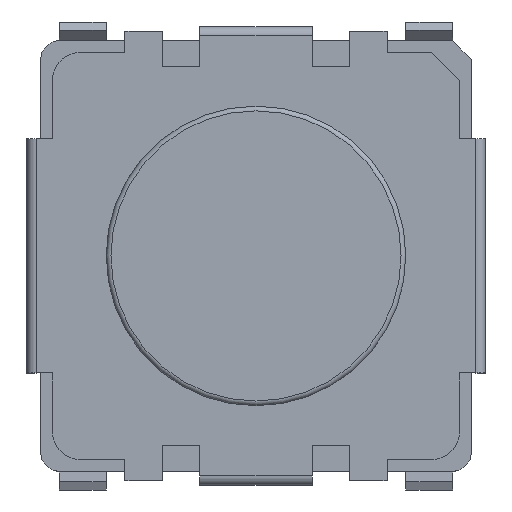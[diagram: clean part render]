
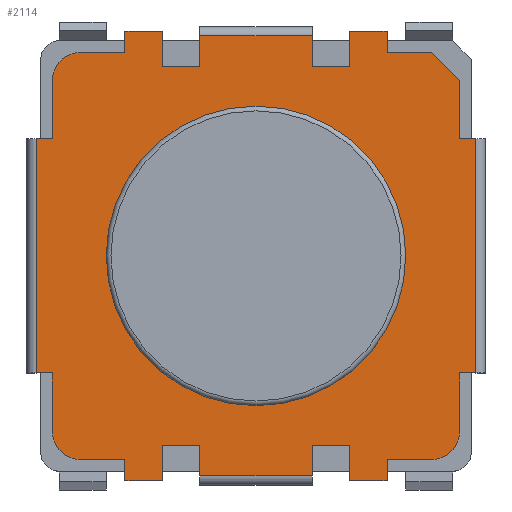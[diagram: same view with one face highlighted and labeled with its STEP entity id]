
A CAD part, top view. The second image highlights one B-rep face of the part: STEP entity #2114.
In plain terms, the highlighted planar face has unit normal (0, 0, 1).
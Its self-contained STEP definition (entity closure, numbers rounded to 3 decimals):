
#13=DIRECTION('',(0.,0.,1.));
#29=DIRECTION('',(0.,-0.,-1.));
#30=DIRECTION('',(1.,0.,0.));
#67=VECTOR('',#30,1.);
#105=VECTOR('',#106,1.);
#106=DIRECTION('',(0.,1.,0.));
#113=VECTOR('',#114,1.);
#114=DIRECTION('',(-0.707,0.707,0.));
#135=VECTOR('',#136,1.);
#136=DIRECTION('',(0.,-1.,0.));
#147=VECTOR('',#148,1.);
#148=DIRECTION('',(-1.,0.,0.));
#180=DIRECTION('',(-0.,0.,1.));
#506=DIRECTION('',(1.,0.,0.));
#516=VECTOR('',#506,1.);
#676=VECTOR('',#677,1.);
#677=DIRECTION('',(0.,-1.,-0.));
#751=VECTOR('',#752,1.);
#752=DIRECTION('',(0.,-1.,0.));
#868=VECTOR('',#869,1.);
#869=DIRECTION('',(0.,1.,0.));
#883=VECTOR('',#884,1.);
#884=DIRECTION('',(0.,-1.,0.));
#1062=VECTOR('',#1063,1.);
#1063=DIRECTION('',(0.,1.,0.));
#1163=VECTOR('',#1164,1.);
#1164=DIRECTION('',(0.,-1.,0.));
#1181=VECTOR('',#1182,1.);
#1182=DIRECTION('',(0.,1.,0.));
#1297=VECTOR('',#1298,1.);
#1298=DIRECTION('',(-1.,0.,0.));
#1305=VERTEX_POINT('',#1306);
#1306=CARTESIAN_POINT('',(-2.175,-1.25,0.8));
#1309=EDGE_CURVE('',#1305,#1310,#1312,.T.);
#1310=VERTEX_POINT('',#1311);
#1311=CARTESIAN_POINT('',(-2.35,-1.25,0.8));
#1312=LINE('',#1306,#1297);
#1327=ORIENTED_EDGE('',*,*,#1328,.T.);
#1328=EDGE_CURVE('',#1305,#1329,#1331,.T.);
#1329=VERTEX_POINT('',#1330);
#1330=CARTESIAN_POINT('',(-2.175,-1.875,0.8));
#1331=LINE('',#1332,#135);
#1332=CARTESIAN_POINT('',(-2.175,2.175,0.8));
#1342=ORIENTED_EDGE('',*,*,#1343,.F.);
#1343=EDGE_CURVE('',#1344,#1329,#1346,.T.);
#1344=VERTEX_POINT('',#1345);
#1345=CARTESIAN_POINT('',(-1.875,-2.175,0.8));
#1346=CIRCLE('',#1347,0.3);
#1347=AXIS2_PLACEMENT_3D('',#1348,#29,#30);
#1348=CARTESIAN_POINT('',(-1.875,-1.875,0.8));
#1358=ORIENTED_EDGE('',*,*,#1359,.T.);
#1359=EDGE_CURVE('',#1344,#1360,#1362,.T.);
#1360=VERTEX_POINT('',#1361);
#1361=CARTESIAN_POINT('',(-1.4,-2.175,0.8));
#1362=LINE('',#1363,#67);
#1363=CARTESIAN_POINT('',(-2.175,-2.175,0.8));
#1373=ORIENTED_EDGE('',*,*,#1374,.T.);
#1374=EDGE_CURVE('',#1360,#1375,#1377,.T.);
#1375=VERTEX_POINT('',#1376);
#1376=CARTESIAN_POINT('',(-1.4,-2.4,0.8));
#1377=LINE('',#1361,#676);
#1389=VERTEX_POINT('',#1390);
#1390=CARTESIAN_POINT('',(-1.4,2.175,0.8));
#1393=EDGE_CURVE('',#1389,#1394,#1396,.T.);
#1394=VERTEX_POINT('',#1395);
#1395=CARTESIAN_POINT('',(-1.4,2.4,0.8));
#1396=LINE('',#1390,#105);
#1406=ORIENTED_EDGE('',*,*,#1407,.T.);
#1407=EDGE_CURVE('',#1389,#1408,#1410,.T.);
#1408=VERTEX_POINT('',#1409);
#1409=CARTESIAN_POINT('',(-1.875,2.175,0.8));
#1410=LINE('',#1411,#147);
#1411=CARTESIAN_POINT('',(2.175,2.175,0.8));
#1423=VERTEX_POINT('',#1424);
#1424=CARTESIAN_POINT('',(-2.175,1.875,0.8));
#1427=EDGE_CURVE('',#1408,#1423,#1428,.T.);
#1428=CIRCLE('',#1429,0.3);
#1429=AXIS2_PLACEMENT_3D('',#1430,#180,#30);
#1430=CARTESIAN_POINT('',(-1.875,1.875,0.8));
#1436=ORIENTED_EDGE('',*,*,#1437,.T.);
#1437=EDGE_CURVE('',#1423,#1438,#1331,.T.);
#1438=VERTEX_POINT('',#1439);
#1439=CARTESIAN_POINT('',(-2.175,1.25,0.8));
#1458=ORIENTED_EDGE('',*,*,#1459,.T.);
#1459=EDGE_CURVE('',#1438,#1460,#1462,.T.);
#1460=VERTEX_POINT('',#1461);
#1461=CARTESIAN_POINT('',(-2.35,1.25,0.8));
#1462=LINE('',#1439,#1297);
#1528=EDGE_CURVE('',#1394,#1529,#1531,.T.);
#1529=VERTEX_POINT('',#1530);
#1530=CARTESIAN_POINT('',(-1.,2.4,0.8));
#1531=LINE('',#1395,#67);
#1542=EDGE_CURVE('',#1529,#1543,#1545,.T.);
#1543=VERTEX_POINT('',#1544);
#1544=CARTESIAN_POINT('',(-1.,2.025,0.8));
#1545=LINE('',#1530,#135);
#1557=VERTEX_POINT('',#1558);
#1558=CARTESIAN_POINT('',(-0.6,2.025,0.8));
#1561=EDGE_CURVE('',#1557,#1562,#1564,.T.);
#1562=VERTEX_POINT('',#1563);
#1563=CARTESIAN_POINT('',(-0.6,2.35,0.8));
#1564=LINE('',#1558,#868);
#1593=EDGE_CURVE('',#1543,#1557,#1594,.T.);
#1594=LINE('',#1544,#67);
#1619=VERTEX_POINT('',#1620);
#1620=CARTESIAN_POINT('',(0.6,2.025,0.8));
#1636=VERTEX_POINT('',#1637);
#1637=CARTESIAN_POINT('',(0.6,2.35,0.8));
#1641=EDGE_CURVE('',#1636,#1619,#1642,.T.);
#1642=LINE('',#1637,#883);
#1651=VERTEX_POINT('',#1652);
#1652=CARTESIAN_POINT('',(1.,2.025,0.8));
#1655=EDGE_CURVE('',#1651,#1656,#1658,.T.);
#1656=VERTEX_POINT('',#1657);
#1657=CARTESIAN_POINT('',(1.,2.4,0.8));
#1658=LINE('',#1652,#105);
#1670=EDGE_CURVE('',#1619,#1651,#1671,.T.);
#1671=LINE('',#1620,#67);
#1681=EDGE_CURVE('',#1656,#1682,#1684,.T.);
#1682=VERTEX_POINT('',#1683);
#1683=CARTESIAN_POINT('',(1.4,2.4,0.8));
#1684=LINE('',#1657,#67);
#1695=EDGE_CURVE('',#1682,#1696,#1698,.T.);
#1696=VERTEX_POINT('',#1697);
#1697=CARTESIAN_POINT('',(1.4,2.175,0.8));
#1698=LINE('',#1683,#135);
#1715=VECTOR('',#1716,1.);
#1716=DIRECTION('',(1.,0.,0.));
#1723=VERTEX_POINT('',#1724);
#1724=CARTESIAN_POINT('',(2.175,1.25,0.8));
#1727=EDGE_CURVE('',#1723,#1728,#1730,.T.);
#1728=VERTEX_POINT('',#1729);
#1729=CARTESIAN_POINT('',(2.35,1.25,0.8));
#1730=LINE('',#1724,#1715);
#1745=ORIENTED_EDGE('',*,*,#1746,.T.);
#1746=EDGE_CURVE('',#1723,#1747,#1749,.T.);
#1747=VERTEX_POINT('',#1748);
#1748=CARTESIAN_POINT('',(2.175,1.875,0.8));
#1749=LINE('',#1750,#105);
#1750=CARTESIAN_POINT('',(2.175,-2.175,0.8));
#1760=ORIENTED_EDGE('',*,*,#1761,.T.);
#1761=EDGE_CURVE('',#1747,#1762,#1764,.T.);
#1762=VERTEX_POINT('',#1763);
#1763=CARTESIAN_POINT('',(1.875,2.175,0.8));
#1764=LINE('',#1765,#113);
#1765=CARTESIAN_POINT('',(2.025,2.025,0.8));
#1775=ORIENTED_EDGE('',*,*,#1776,.T.);
#1776=EDGE_CURVE('',#1762,#1696,#1410,.T.);
#1802=VERTEX_POINT('',#1803);
#1803=CARTESIAN_POINT('',(1.4,-2.4,0.8));
#1805=ORIENTED_EDGE('',*,*,#1806,.T.);
#1806=EDGE_CURVE('',#1802,#1807,#1809,.T.);
#1807=VERTEX_POINT('',#1808);
#1808=CARTESIAN_POINT('',(1.4,-2.175,0.8));
#1809=LINE('',#1803,#105);
#1820=ORIENTED_EDGE('',*,*,#1821,.T.);
#1821=EDGE_CURVE('',#1807,#1822,#1362,.T.);
#1822=VERTEX_POINT('',#1823);
#1823=CARTESIAN_POINT('',(1.875,-2.175,0.8));
#1831=ORIENTED_EDGE('',*,*,#1832,.F.);
#1832=EDGE_CURVE('',#1833,#1822,#1835,.T.);
#1833=VERTEX_POINT('',#1834);
#1834=CARTESIAN_POINT('',(2.175,-1.875,0.8));
#1835=CIRCLE('',#1836,0.3);
#1836=AXIS2_PLACEMENT_3D('',#1837,#29,#30);
#1837=CARTESIAN_POINT('',(1.875,-1.875,0.8));
#1847=ORIENTED_EDGE('',*,*,#1848,.T.);
#1848=EDGE_CURVE('',#1833,#1849,#1749,.T.);
#1849=VERTEX_POINT('',#1850);
#1850=CARTESIAN_POINT('',(2.175,-1.25,0.8));
#1869=ORIENTED_EDGE('',*,*,#1870,.T.);
#1870=EDGE_CURVE('',#1849,#1871,#1873,.T.);
#1871=VERTEX_POINT('',#1872);
#1872=CARTESIAN_POINT('',(2.35,-1.25,0.8));
#1873=LINE('',#1850,#1715);
#1939=VERTEX_POINT('',#1940);
#1940=CARTESIAN_POINT('',(1.,-2.4,0.8));
#1942=ORIENTED_EDGE('',*,*,#1943,.T.);
#1943=EDGE_CURVE('',#1939,#1802,#1944,.T.);
#1944=LINE('',#1940,#67);
#1956=VERTEX_POINT('',#1957);
#1957=CARTESIAN_POINT('',(1.,-2.025,0.8));
#1959=ORIENTED_EDGE('',*,*,#1960,.F.);
#1960=EDGE_CURVE('',#1939,#1956,#1961,.T.);
#1961=LINE('',#1940,#105);
#1970=VERTEX_POINT('',#1971);
#1971=CARTESIAN_POINT('',(0.6,-2.025,0.8));
#1991=VERTEX_POINT('',#1992);
#1992=CARTESIAN_POINT('',(0.6,-2.35,0.8));
#1997=ORIENTED_EDGE('',*,*,#1998,.F.);
#1998=EDGE_CURVE('',#1970,#1991,#1999,.T.);
#1999=LINE('',#1971,#1163);
#2007=ORIENTED_EDGE('',*,*,#2008,.T.);
#2008=EDGE_CURVE('',#1970,#1956,#2009,.T.);
#2009=LINE('',#1971,#67);
#2032=VERTEX_POINT('',#2033);
#2033=CARTESIAN_POINT('',(-0.6,-2.025,0.8));
#2035=ORIENTED_EDGE('',*,*,#2036,.F.);
#2036=EDGE_CURVE('',#2037,#2032,#2039,.T.);
#2037=VERTEX_POINT('',#2038);
#2038=CARTESIAN_POINT('',(-0.6,-2.35,0.8));
#2039=LINE('',#2038,#1181);
#2062=VERTEX_POINT('',#2063);
#2063=CARTESIAN_POINT('',(-1.,-2.025,0.8));
#2068=VERTEX_POINT('',#2069);
#2069=CARTESIAN_POINT('',(-1.,-2.4,0.8));
#2071=ORIENTED_EDGE('',*,*,#2072,.F.);
#2072=EDGE_CURVE('',#2062,#2068,#2073,.T.);
#2073=LINE('',#2063,#135);
#2081=ORIENTED_EDGE('',*,*,#2082,.T.);
#2082=EDGE_CURVE('',#2062,#2032,#2083,.T.);
#2083=LINE('',#2063,#67);
#2091=ORIENTED_EDGE('',*,*,#2092,.T.);
#2092=EDGE_CURVE('',#1375,#2068,#2093,.T.);
#2093=LINE('',#1376,#67);
#2114=ADVANCED_FACE('',(#2115,#2142),#2152,.T.);
#2115=FACE_BOUND('',#2116,.T.);
#2116=EDGE_LOOP('',(#1342,#1358,#1373,#2091,#2071,#2081,#2035,#2117,#1997,#2007,#1959,#1942,#1805,#1820,#1831,#1847,#1869,#2120,#2123,#1745,#1760,#1775,#2124,#2125,#2126,#2127,#2128,#2129,#2132,#2133,#2134,#2135,#2136,#1406,#2137,#1436,#1458,#2138,#2141,#1327));
#2117=ORIENTED_EDGE('',*,*,#2118,.T.);
#2118=EDGE_CURVE('',#2037,#1991,#2119,.T.);
#2119=LINE('',#2038,#516);
#2120=ORIENTED_EDGE('',*,*,#2121,.T.);
#2121=EDGE_CURVE('',#1871,#1728,#2122,.T.);
#2122=LINE('',#1872,#1062);
#2123=ORIENTED_EDGE('',*,*,#1727,.F.);
#2124=ORIENTED_EDGE('',*,*,#1695,.F.);
#2125=ORIENTED_EDGE('',*,*,#1681,.F.);
#2126=ORIENTED_EDGE('',*,*,#1655,.F.);
#2127=ORIENTED_EDGE('',*,*,#1670,.F.);
#2128=ORIENTED_EDGE('',*,*,#1641,.F.);
#2129=ORIENTED_EDGE('',*,*,#2130,.T.);
#2130=EDGE_CURVE('',#1636,#1562,#2131,.T.);
#2131=LINE('',#1637,#147);
#2132=ORIENTED_EDGE('',*,*,#1561,.F.);
#2133=ORIENTED_EDGE('',*,*,#1593,.F.);
#2134=ORIENTED_EDGE('',*,*,#1542,.F.);
#2135=ORIENTED_EDGE('',*,*,#1528,.F.);
#2136=ORIENTED_EDGE('',*,*,#1393,.F.);
#2137=ORIENTED_EDGE('',*,*,#1427,.T.);
#2138=ORIENTED_EDGE('',*,*,#2139,.T.);
#2139=EDGE_CURVE('',#1460,#1310,#2140,.T.);
#2140=LINE('',#1461,#751);
#2141=ORIENTED_EDGE('',*,*,#1309,.F.);
#2142=FACE_BOUND('',#2143,.T.);
#2143=EDGE_LOOP('',(#2144));
#2144=ORIENTED_EDGE('',*,*,#2145,.F.);
#2145=EDGE_CURVE('',#2146,#2146,#2148,.T.);
#2146=VERTEX_POINT('',#2147);
#2147=CARTESIAN_POINT('',(0.,1.6,0.8));
#2148=CIRCLE('',#2149,1.6);
#2149=AXIS2_PLACEMENT_3D('',#2150,#2151,#106);
#2150=CARTESIAN_POINT('',(0.,0.,0.8));
#2151=DIRECTION('',(0.,-0.,1.));
#2152=PLANE('',#2153);
#2153=AXIS2_PLACEMENT_3D('',#2154,#13,#106);
#2154=CARTESIAN_POINT('',(0.,0.,0.8));
